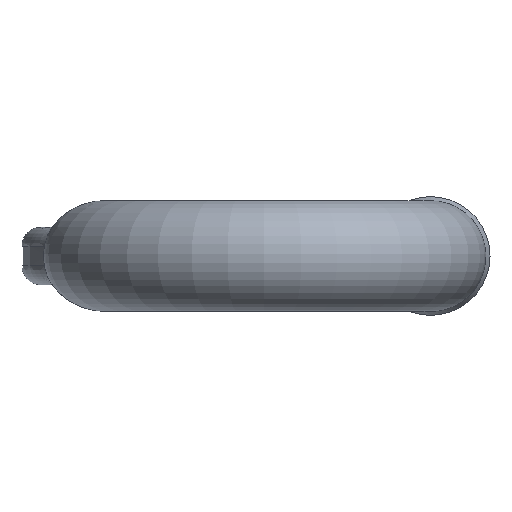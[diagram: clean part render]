
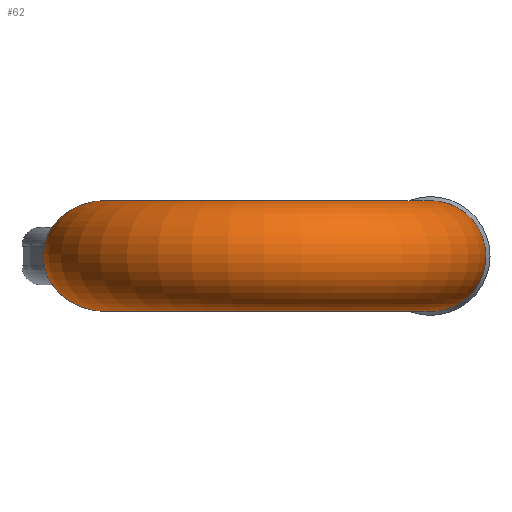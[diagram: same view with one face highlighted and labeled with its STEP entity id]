
A CAD part, front view. The second image highlights one B-rep face of the part: STEP entity #62.
In plain terms, the highlighted toroidal (fillet/blend) face has major radius 75 mm and minor radius 25 mm.
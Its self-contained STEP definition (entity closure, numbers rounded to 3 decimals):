
#42=TOROIDAL_SURFACE('',#513,75.,25.);
#48=FACE_BOUND('',#124,.T.);
#49=FACE_BOUND('',#125,.T.);
#62=ADVANCED_FACE('',(#48,#49),#42,.T.);
#124=EDGE_LOOP('',(#226));
#125=EDGE_LOOP('',(#227,#228,#229,#230,#231,#232,#233,#234,#235,#236,#237,
#238,#239,#240));
#157=CIRCLE('',#505,25.);
#158=CIRCLE('',#507,25.);
#159=CIRCLE('',#508,53.646);
#160=CIRCLE('',#509,96.354);
#161=CIRCLE('',#510,25.);
#162=CIRCLE('',#511,96.354);
#163=CIRCLE('',#512,53.646);
#226=ORIENTED_EDGE('',*,*,#416,.F.);
#227=ORIENTED_EDGE('',*,*,#417,.T.);
#228=ORIENTED_EDGE('',*,*,#418,.T.);
#229=ORIENTED_EDGE('',*,*,#419,.T.);
#230=ORIENTED_EDGE('',*,*,#420,.T.);
#231=ORIENTED_EDGE('',*,*,#421,.T.);
#232=ORIENTED_EDGE('',*,*,#422,.T.);
#233=ORIENTED_EDGE('',*,*,#423,.T.);
#234=ORIENTED_EDGE('',*,*,#424,.F.);
#235=ORIENTED_EDGE('',*,*,#425,.T.);
#236=ORIENTED_EDGE('',*,*,#426,.T.);
#237=ORIENTED_EDGE('',*,*,#427,.T.);
#238=ORIENTED_EDGE('',*,*,#428,.T.);
#239=ORIENTED_EDGE('',*,*,#429,.F.);
#240=ORIENTED_EDGE('',*,*,#412,.T.);
#362=VERTEX_POINT('',#736);
#363=VERTEX_POINT('',#738);
#366=VERTEX_POINT('',#762);
#367=VERTEX_POINT('',#764);
#368=VERTEX_POINT('',#775);
#369=VERTEX_POINT('',#786);
#370=VERTEX_POINT('',#793);
#371=VERTEX_POINT('',#804);
#372=VERTEX_POINT('',#806);
#373=VERTEX_POINT('',#808);
#374=VERTEX_POINT('',#810);
#375=VERTEX_POINT('',#821);
#376=VERTEX_POINT('',#830);
#377=VERTEX_POINT('',#839);
#378=VERTEX_POINT('',#850);
#412=EDGE_CURVE('',#363,#362,#157,.T.);
#416=EDGE_CURVE('',#366,#366,#158,.T.);
#417=EDGE_CURVE('',#362,#367,#159,.T.);
#418=EDGE_CURVE('',#367,#368,#480,.T.);
#419=EDGE_CURVE('',#368,#369,#481,.T.);
#420=EDGE_CURVE('',#369,#370,#482,.T.);
#421=EDGE_CURVE('',#370,#371,#483,.T.);
#422=EDGE_CURVE('',#371,#372,#160,.T.);
#423=EDGE_CURVE('',#372,#373,#161,.T.);
#424=EDGE_CURVE('',#374,#373,#162,.T.);
#425=EDGE_CURVE('',#374,#375,#484,.T.);
#426=EDGE_CURVE('',#375,#376,#485,.T.);
#427=EDGE_CURVE('',#376,#377,#486,.T.);
#428=EDGE_CURVE('',#377,#378,#487,.T.);
#429=EDGE_CURVE('',#363,#378,#163,.T.);
#480=B_SPLINE_CURVE_WITH_KNOTS('',3,(#765,#766,#767,#768,#769,#770,#771,
#772,#773,#774),.UNSPECIFIED.,.F.,.F.,(4,3,3,4),(0.,0.368,0.735,
1.),.UNSPECIFIED.);
#481=B_SPLINE_CURVE_WITH_KNOTS('',3,(#776,#777,#778,#779,#780,#781,#782,
#783,#784,#785),.UNSPECIFIED.,.F.,.F.,(4,2,2,2,4),(0.,0.25,0.5,0.75,1.),
.UNSPECIFIED.);
#482=B_SPLINE_CURVE_WITH_KNOTS('',3,(#787,#788,#789,#790,#791,#792),.UNSPECIFIED.,
.F.,.F.,(4,2,4),(0.,0.5,1.),.UNSPECIFIED.);
#483=B_SPLINE_CURVE_WITH_KNOTS('',3,(#794,#795,#796,#797,#798,#799,#800,
#801,#802,#803),.UNSPECIFIED.,.F.,.F.,(4,3,3,4),(0.,0.417,0.838,
1.),.UNSPECIFIED.);
#484=B_SPLINE_CURVE_WITH_KNOTS('',3,(#811,#812,#813,#814,#815,#816,#817,
#818,#819,#820),.UNSPECIFIED.,.F.,.F.,(4,3,3,4),(0.,0.371,0.739,
1.),.UNSPECIFIED.);
#485=B_SPLINE_CURVE_WITH_KNOTS('',3,(#822,#823,#824,#825,#826,#827,#828,
#829),.UNSPECIFIED.,.F.,.F.,(4,2,2,4),(0.,0.25,0.5,1.),.UNSPECIFIED.);
#486=B_SPLINE_CURVE_WITH_KNOTS('',3,(#831,#832,#833,#834,#835,#836,#837,
#838),.UNSPECIFIED.,.F.,.F.,(4,2,2,4),(0.,0.25,0.5,1.),.UNSPECIFIED.);
#487=B_SPLINE_CURVE_WITH_KNOTS('',3,(#840,#841,#842,#843,#844,#845,#846,
#847,#848,#849),.UNSPECIFIED.,.F.,.F.,(4,3,3,4),(0.,0.38,0.761,
1.),.UNSPECIFIED.);
#505=AXIS2_PLACEMENT_3D('',#737,#565,#566);
#507=AXIS2_PLACEMENT_3D('',#761,#570,#571);
#508=AXIS2_PLACEMENT_3D('',#763,#572,#573);
#509=AXIS2_PLACEMENT_3D('',#805,#574,#575);
#510=AXIS2_PLACEMENT_3D('',#807,#576,#577);
#511=AXIS2_PLACEMENT_3D('',#809,#578,#579);
#512=AXIS2_PLACEMENT_3D('',#851,#580,#581);
#513=AXIS2_PLACEMENT_3D('',#852,#582,#583);
#565=DIRECTION('',(0.,-1.,0.));
#566=DIRECTION('',(1.,0.,0.));
#570=DIRECTION('',(0.,1.,0.));
#571=DIRECTION('',(-1.,0.,0.));
#572=DIRECTION('',(0.,0.,1.));
#573=DIRECTION('',(-1.,0.,0.));
#574=DIRECTION('',(0.,0.,-1.));
#575=DIRECTION('',(1.,0.,0.));
#576=DIRECTION('',(0.,-1.,0.));
#577=DIRECTION('',(1.,0.,0.));
#578=DIRECTION('',(0.,0.,-1.));
#579=DIRECTION('',(1.,0.,0.));
#580=DIRECTION('',(0.,0.,1.));
#581=DIRECTION('',(-1.,0.,0.));
#582=DIRECTION('',(0.,0.,1.));
#583=DIRECTION('',(1.,0.,0.));
#736=CARTESIAN_POINT('',(-53.646,-50.,13.));
#737=CARTESIAN_POINT('',(-75.,-50.,0.));
#738=CARTESIAN_POINT('',(-53.646,-50.,-13.));
#761=CARTESIAN_POINT('',(75.,-50.,0.));
#762=CARTESIAN_POINT('',(50.,-50.,0.));
#763=CARTESIAN_POINT('',(0.,-50.,13.));
#764=CARTESIAN_POINT('',(-53.345,-55.673,13.));
#765=CARTESIAN_POINT('',(-53.345,-55.673,13.));
#766=CARTESIAN_POINT('',(-53.318,-55.925,13.));
#767=CARTESIAN_POINT('',(-53.312,-56.182,13.038));
#768=CARTESIAN_POINT('',(-53.328,-56.424,13.111));
#769=CARTESIAN_POINT('',(-53.344,-56.665,13.184));
#770=CARTESIAN_POINT('',(-53.383,-56.898,13.293));
#771=CARTESIAN_POINT('',(-53.443,-57.103,13.429));
#772=CARTESIAN_POINT('',(-53.486,-57.252,13.527));
#773=CARTESIAN_POINT('',(-53.541,-57.39,13.64));
#774=CARTESIAN_POINT('',(-53.605,-57.512,13.762));
#775=CARTESIAN_POINT('',(-53.605,-57.512,13.762));
#776=CARTESIAN_POINT('',(-53.605,-57.512,13.762));
#777=CARTESIAN_POINT('',(-54.375,-58.977,15.227));
#778=CARTESIAN_POINT('',(-55.287,-60.391,16.641));
#779=CARTESIAN_POINT('',(-57.553,-63.061,19.311));
#780=CARTESIAN_POINT('',(-58.927,-64.323,20.573));
#781=CARTESIAN_POINT('',(-62.164,-66.443,22.693));
#782=CARTESIAN_POINT('',(-64.064,-67.313,23.563));
#783=CARTESIAN_POINT('',(-68.152,-68.459,24.709));
#784=CARTESIAN_POINT('',(-70.383,-68.75,25.));
#785=CARTESIAN_POINT('',(-72.618,-68.75,25.));
#786=CARTESIAN_POINT('',(-72.618,-68.75,25.));
#787=CARTESIAN_POINT('',(-72.618,-68.75,25.));
#788=CARTESIAN_POINT('',(-77.555,-68.75,25.));
#789=CARTESIAN_POINT('',(-82.245,-67.419,23.669));
#790=CARTESIAN_POINT('',(-90.151,-63.316,19.566));
#791=CARTESIAN_POINT('',(-93.306,-60.581,16.831));
#792=CARTESIAN_POINT('',(-95.577,-57.512,13.762));
#793=CARTESIAN_POINT('',(-95.577,-57.512,13.762));
#794=CARTESIAN_POINT('',(-95.577,-57.512,13.762));
#795=CARTESIAN_POINT('',(-95.715,-57.325,13.575));
#796=CARTESIAN_POINT('',(-95.838,-57.101,13.409));
#797=CARTESIAN_POINT('',(-95.935,-56.851,13.282));
#798=CARTESIAN_POINT('',(-96.034,-56.6,13.154));
#799=CARTESIAN_POINT('',(-96.109,-56.314,13.063));
#800=CARTESIAN_POINT('',(-96.152,-56.021,13.023));
#801=CARTESIAN_POINT('',(-96.168,-55.907,13.008));
#802=CARTESIAN_POINT('',(-96.18,-55.79,13.));
#803=CARTESIAN_POINT('',(-96.187,-55.673,13.));
#804=CARTESIAN_POINT('',(-96.187,-55.673,13.));
#805=CARTESIAN_POINT('',(0.,-50.,13.));
#806=CARTESIAN_POINT('',(-96.354,-50.,13.));
#807=CARTESIAN_POINT('',(-75.,-50.,0.));
#808=CARTESIAN_POINT('',(-96.354,-50.,-13.));
#809=CARTESIAN_POINT('',(0.,-50.,-13.));
#810=CARTESIAN_POINT('',(-96.187,-55.673,-13.));
#811=CARTESIAN_POINT('',(-96.187,-55.673,-13.));
#812=CARTESIAN_POINT('',(-96.171,-55.936,-13.));
#813=CARTESIAN_POINT('',(-96.13,-56.201,-13.041));
#814=CARTESIAN_POINT('',(-96.066,-56.445,-13.117));
#815=CARTESIAN_POINT('',(-96.003,-56.689,-13.193));
#816=CARTESIAN_POINT('',(-95.917,-56.918,-13.305));
#817=CARTESIAN_POINT('',(-95.816,-57.12,-13.44));
#818=CARTESIAN_POINT('',(-95.744,-57.263,-13.536));
#819=CARTESIAN_POINT('',(-95.663,-57.394,-13.644));
#820=CARTESIAN_POINT('',(-95.577,-57.512,-13.762));
#821=CARTESIAN_POINT('',(-95.577,-57.512,-13.762));
#822=CARTESIAN_POINT('',(-95.577,-57.512,-13.762));
#823=CARTESIAN_POINT('',(-94.443,-59.044,-15.294));
#824=CARTESIAN_POINT('',(-93.107,-60.471,-16.721));
#825=CARTESIAN_POINT('',(-90.005,-63.101,-19.351));
#826=CARTESIAN_POINT('',(-88.21,-64.319,-20.569));
#827=CARTESIAN_POINT('',(-82.321,-67.388,-23.638));
#828=CARTESIAN_POINT('',(-77.568,-68.75,-25.));
#829=CARTESIAN_POINT('',(-72.618,-68.75,-25.));
#830=CARTESIAN_POINT('',(-72.618,-68.75,-25.));
#831=CARTESIAN_POINT('',(-72.618,-68.75,-25.));
#832=CARTESIAN_POINT('',(-70.386,-68.75,-25.));
#833=CARTESIAN_POINT('',(-68.195,-68.469,-24.719));
#834=CARTESIAN_POINT('',(-64.062,-67.315,-23.565));
#835=CARTESIAN_POINT('',(-62.183,-66.453,-22.703));
#836=CARTESIAN_POINT('',(-57.309,-63.267,-19.517));
#837=CARTESIAN_POINT('',(-55.148,-60.447,-16.697));
#838=CARTESIAN_POINT('',(-53.605,-57.512,-13.762));
#839=CARTESIAN_POINT('',(-53.605,-57.512,-13.762));
#840=CARTESIAN_POINT('',(-53.605,-57.512,-13.762));
#841=CARTESIAN_POINT('',(-53.514,-57.338,-13.588));
#842=CARTESIAN_POINT('',(-53.441,-57.131,-13.432));
#843=CARTESIAN_POINT('',(-53.393,-56.905,-13.31));
#844=CARTESIAN_POINT('',(-53.345,-56.678,-13.188));
#845=CARTESIAN_POINT('',(-53.32,-56.425,-13.097));
#846=CARTESIAN_POINT('',(-53.319,-56.167,-13.047));
#847=CARTESIAN_POINT('',(-53.319,-56.005,-13.016));
#848=CARTESIAN_POINT('',(-53.328,-55.838,-13.));
#849=CARTESIAN_POINT('',(-53.345,-55.673,-13.));
#850=CARTESIAN_POINT('',(-53.345,-55.673,-13.));
#851=CARTESIAN_POINT('',(0.,-50.,-13.));
#852=CARTESIAN_POINT('',(0.,-50.,0.));
